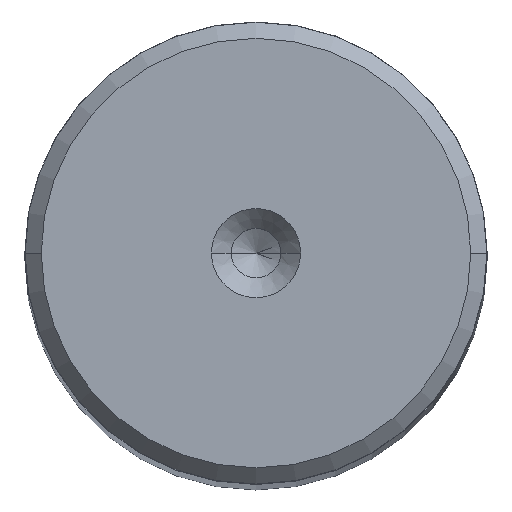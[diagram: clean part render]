
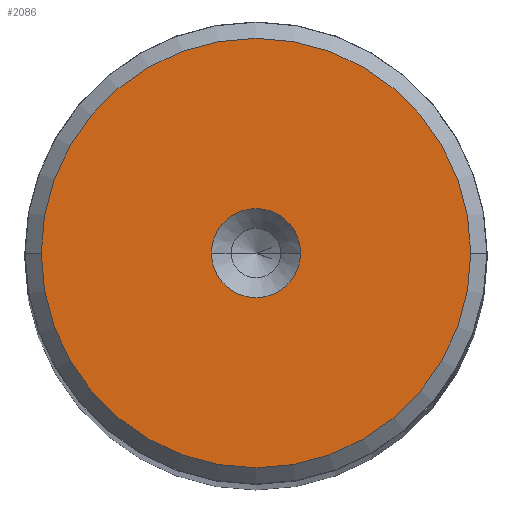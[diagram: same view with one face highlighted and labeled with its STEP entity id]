
A CAD part, top view. The second image highlights one B-rep face of the part: STEP entity #2086.
In plain terms, the highlighted planar face has unit normal (0, 0, 1).
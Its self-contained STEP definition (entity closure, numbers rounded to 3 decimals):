
#102 = DIRECTION ( 'NONE',  ( 0., 0., 1. ) ) ;
#225 = DIRECTION ( 'NONE',  ( 1., 0., 0. ) ) ;
#299 = ORIENTED_EDGE ( 'NONE', *, *, #2903, .T. ) ;
#337 = FACE_OUTER_BOUND ( 'NONE', #388, .T. ) ;
#388 = EDGE_LOOP ( 'NONE', ( #2865, #299 ) ) ;
#478 = CARTESIAN_POINT ( 'NONE',  ( 0., 0., 200. ) ) ;
#589 = VERTEX_POINT ( 'NONE', #2502 ) ;
#601 = DIRECTION ( 'NONE',  ( 0., 0., 1. ) ) ;
#733 = DIRECTION ( 'NONE',  ( 1., 0., 0. ) ) ;
#738 = CARTESIAN_POINT ( 'NONE',  ( 13.012, 0., 200. ) ) ;
#918 = DIRECTION ( 'NONE',  ( 0., 0., 1. ) ) ;
#1112 = DIRECTION ( 'NONE',  ( 0., 0., 1. ) ) ;
#1127 = CARTESIAN_POINT ( 'NONE',  ( 0., 0., 200. ) ) ;
#1197 = PLANE ( 'NONE',  #2118 ) ;
#1206 = AXIS2_PLACEMENT_3D ( 'NONE', #1358, #918, #225 ) ;
#1222 = AXIS2_PLACEMENT_3D ( 'NONE', #478, #2600, #733 ) ;
#1261 = CIRCLE ( 'NONE', #2907, 2.7 ) ;
#1358 = CARTESIAN_POINT ( 'NONE',  ( 0., 0., 200. ) ) ;
#1370 = EDGE_CURVE ( 'NONE', #2066, #1922, #1517, .T. ) ;
#1454 = CIRCLE ( 'NONE', #2514, 2.7 ) ;
#1517 = CIRCLE ( 'NONE', #1206, 13.012 ) ;
#1600 = FACE_BOUND ( 'NONE', #1854, .T. ) ;
#1630 = EDGE_CURVE ( 'NONE', #1658, #589, #1261, .T. ) ;
#1658 = VERTEX_POINT ( 'NONE', #1763 ) ;
#1763 = CARTESIAN_POINT ( 'NONE',  ( -2.7, 0., 200. ) ) ;
#1785 = CARTESIAN_POINT ( 'NONE',  ( 0., 0., 200. ) ) ;
#1854 = EDGE_LOOP ( 'NONE', ( #2403, #1941 ) ) ;
#1922 = VERTEX_POINT ( 'NONE', #738 ) ;
#1941 = ORIENTED_EDGE ( 'NONE', *, *, #1630, .F. ) ;
#2001 = DIRECTION ( 'NONE',  ( 1., 0., 0. ) ) ;
#2066 = VERTEX_POINT ( 'NONE', #2154 ) ;
#2086 = ADVANCED_FACE ( 'NONE', ( #1600, #337 ), #1197, .T. ) ;
#2118 = AXIS2_PLACEMENT_3D ( 'NONE', #2633, #102, #2174 ) ;
#2154 = CARTESIAN_POINT ( 'NONE',  ( -13.012, 0., 200. ) ) ;
#2174 = DIRECTION ( 'NONE',  ( 1., 0., 0. ) ) ;
#2203 = CIRCLE ( 'NONE', #1222, 13.012 ) ;
#2287 = EDGE_CURVE ( 'NONE', #589, #1658, #1454, .T. ) ;
#2403 = ORIENTED_EDGE ( 'NONE', *, *, #2287, .F. ) ;
#2502 = CARTESIAN_POINT ( 'NONE',  ( 2.7, 0., 200. ) ) ;
#2514 = AXIS2_PLACEMENT_3D ( 'NONE', #1127, #1112, #2549 ) ;
#2549 = DIRECTION ( 'NONE',  ( 1., 0., 0. ) ) ;
#2600 = DIRECTION ( 'NONE',  ( 0., 0., 1. ) ) ;
#2633 = CARTESIAN_POINT ( 'NONE',  ( 0., 0., 200. ) ) ;
#2865 = ORIENTED_EDGE ( 'NONE', *, *, #1370, .T. ) ;
#2903 = EDGE_CURVE ( 'NONE', #1922, #2066, #2203, .T. ) ;
#2907 = AXIS2_PLACEMENT_3D ( 'NONE', #1785, #601, #2001 ) ;
